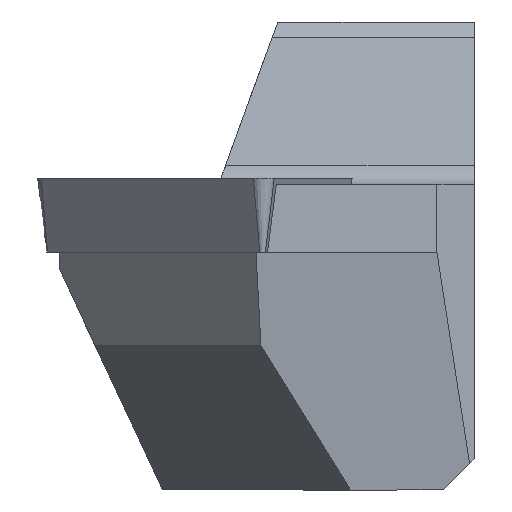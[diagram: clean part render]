
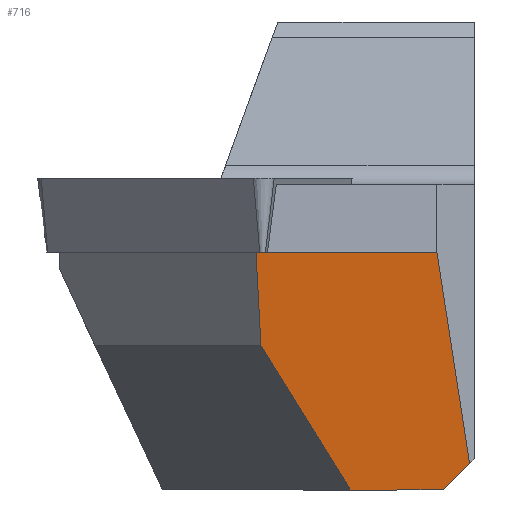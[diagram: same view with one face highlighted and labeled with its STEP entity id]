
A CAD part, left-side view. The second image highlights one B-rep face of the part: STEP entity #716.
In plain terms, the highlighted planar face has unit normal (-0.987, -0.086, -0.139).
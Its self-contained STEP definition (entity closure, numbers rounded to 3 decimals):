
#51 = EDGE_CURVE ( 'NONE', #949, #1528, #3987, .T. ) ;
#134 = CARTESIAN_POINT ( 'NONE',  ( 0.618, 6.633, -2.38 ) ) ;
#351 = LINE ( 'NONE', #3110, #3708 ) ;
#398 = VERTEX_POINT ( 'NONE', #1408 ) ;
#464 = ORIENTED_EDGE ( 'NONE', *, *, #51, .F. ) ;
#487 = EDGE_CURVE ( 'NONE', #1318, #1564, #1037, .T. ) ;
#560 = CARTESIAN_POINT ( 'NONE',  ( 1.926, 3.971, -10. ) ) ;
#716 = ADVANCED_FACE ( 'NONE', ( #1394 ), #2167, .T. ) ;
#723 = DIRECTION ( 'NONE',  ( -0.164, 0.52, 0.838 ) ) ;
#949 = VERTEX_POINT ( 'NONE', #2670 ) ;
#1019 = DIRECTION ( 'NONE',  ( 0.087, -0.996, 0. ) ) ;
#1037 = LINE ( 'NONE', #1704, #2691 ) ;
#1042 = EDGE_LOOP ( 'NONE', ( #3769, #3455, #3564, #464, #1203, #3760, #3076 ) ) ;
#1046 = AXIS2_PLACEMENT_3D ( 'NONE', #4120, #4131, #4160 ) ;
#1203 = ORIENTED_EDGE ( 'NONE', *, *, #2049, .F. ) ;
#1214 = EDGE_CURVE ( 'NONE', #1528, #2035, #3611, .T. ) ;
#1241 = VERTEX_POINT ( 'NONE', #3777 ) ;
#1317 = DIRECTION ( 'NONE',  ( -0.144, 0.052, 0.988 ) ) ;
#1318 = VERTEX_POINT ( 'NONE', #560 ) ;
#1394 = FACE_OUTER_BOUND ( 'NONE', #1042, .T. ) ;
#1408 = CARTESIAN_POINT ( 'NONE',  ( 2.141, 0.153, -9.153 ) ) ;
#1412 = VECTOR ( 'NONE', #3738, 1000. ) ;
#1474 = DIRECTION ( 'NONE',  ( 0.087, -0.996, 0. ) ) ;
#1528 = VERTEX_POINT ( 'NONE', #134 ) ;
#1564 = VERTEX_POINT ( 'NONE', #2955 ) ;
#1704 = CARTESIAN_POINT ( 'NONE',  ( -4.318, 75.343, -10. ) ) ;
#2035 = VERTEX_POINT ( 'NONE', #2954 ) ;
#2045 = VECTOR ( 'NONE', #3801, 1000. ) ;
#2049 = EDGE_CURVE ( 'NONE', #1241, #949, #3216, .T. ) ;
#2057 = CARTESIAN_POINT ( 'NONE',  ( 10.73, -8.436, -64.706 ) ) ;
#2129 = EDGE_CURVE ( 'NONE', #1564, #398, #351, .T. ) ;
#2167 = PLANE ( 'NONE',  #1046 ) ;
#2172 = EDGE_CURVE ( 'NONE', #398, #2035, #3413, .T. ) ;
#2490 = EDGE_CURVE ( 'NONE', #1318, #1241, #3059, .T. ) ;
#2670 = CARTESIAN_POINT ( 'NONE',  ( 0.586, 7., -2.38 ) ) ;
#2691 = VECTOR ( 'NONE', #1474, 1000. ) ;
#2749 = DIRECTION ( 'NONE',  ( -0.038, -0.707, 0.707 ) ) ;
#2954 = CARTESIAN_POINT ( 'NONE',  ( 1.094, 1.2, -2.38 ) ) ;
#2955 = CARTESIAN_POINT ( 'NONE',  ( 2.186, 1., -10. ) ) ;
#3059 = LINE ( 'NONE', #3073, #4218 ) ;
#3073 = CARTESIAN_POINT ( 'NONE',  ( -1.74, 15.623, 8.761 ) ) ;
#3076 = ORIENTED_EDGE ( 'NONE', *, *, #487, .T. ) ;
#3110 = CARTESIAN_POINT ( 'NONE',  ( 2.13, -0.044, -8.956 ) ) ;
#3216 = LINE ( 'NONE', #3927, #3959 ) ;
#3413 = LINE ( 'NONE', #2057, #1412 ) ;
#3455 = ORIENTED_EDGE ( 'NONE', *, *, #2172, .T. ) ;
#3462 = CARTESIAN_POINT ( 'NONE',  ( -5.385, 75.249, -2.38 ) ) ;
#3564 = ORIENTED_EDGE ( 'NONE', *, *, #1214, .F. ) ;
#3611 = LINE ( 'NONE', #3462, #2045 ) ;
#3679 = VECTOR ( 'NONE', #1019, 1000. ) ;
#3708 = VECTOR ( 'NONE', #2749, 1000. ) ;
#3738 = DIRECTION ( 'NONE',  ( -0.151, 0.151, 0.977 ) ) ;
#3760 = ORIENTED_EDGE ( 'NONE', *, *, #2490, .F. ) ;
#3769 = ORIENTED_EDGE ( 'NONE', *, *, #2129, .T. ) ;
#3777 = CARTESIAN_POINT ( 'NONE',  ( 1.023, 6.841, -5.38 ) ) ;
#3801 = DIRECTION ( 'NONE',  ( 0.087, -0.996, 0. ) ) ;
#3921 = CARTESIAN_POINT ( 'NONE',  ( -5.385, 75.249, -2.38 ) ) ;
#3927 = CARTESIAN_POINT ( 'NONE',  ( 1.212, 6.772, -6.674 ) ) ;
#3959 = VECTOR ( 'NONE', #1317, 1000. ) ;
#3987 = LINE ( 'NONE', #3921, #3679 ) ;
#4120 = CARTESIAN_POINT ( 'NONE',  ( -4.318, 75.343, -10. ) ) ;
#4131 = DIRECTION ( 'NONE',  ( -0.986, -0.086, -0.139 ) ) ;
#4160 = DIRECTION ( 'NONE',  ( -0.14, 0., 0.99 ) ) ;
#4218 = VECTOR ( 'NONE', #723, 1000. ) ;
